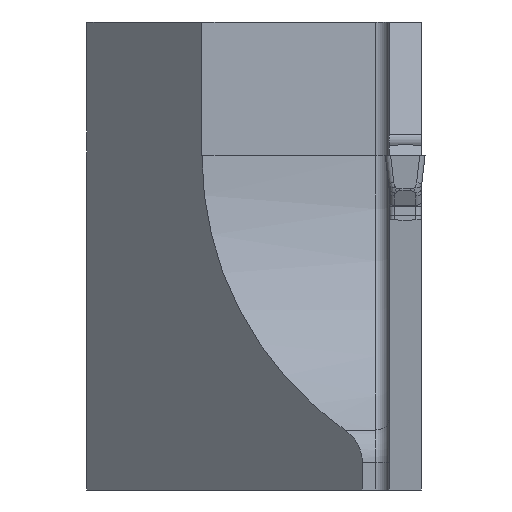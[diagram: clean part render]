
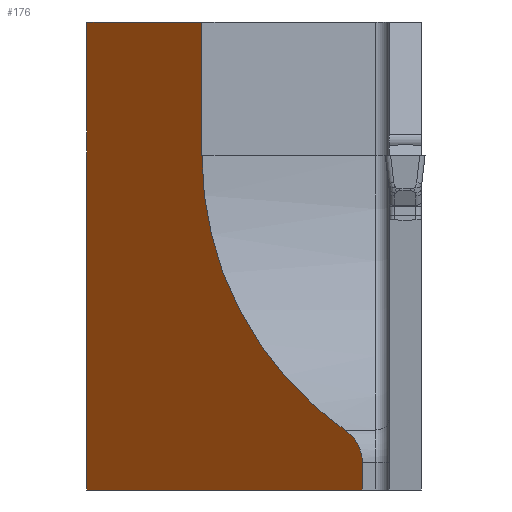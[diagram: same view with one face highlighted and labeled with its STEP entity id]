
A CAD part, left-side view. The second image highlights one B-rep face of the part: STEP entity #176.
In plain terms, the highlighted planar face has unit normal (-0.707, 0.707, 0).
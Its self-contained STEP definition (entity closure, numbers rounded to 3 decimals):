
#143=ELLIPSE('',#1547,4.243,3.);
#144=ELLIPSE('',#1563,35.355,25.);
#176=ADVANCED_FACE('',(#304),#257,.F.);
#257=PLANE('',#1573);
#304=FACE_OUTER_BOUND('',#392,.T.);
#392=EDGE_LOOP('',(#593,#594,#595,#596,#597,#598,#599));
#593=ORIENTED_EDGE('',*,*,#1103,.F.);
#594=ORIENTED_EDGE('',*,*,#1091,.F.);
#595=ORIENTED_EDGE('',*,*,#1095,.F.);
#596=ORIENTED_EDGE('',*,*,#1121,.F.);
#597=ORIENTED_EDGE('',*,*,#1118,.F.);
#598=ORIENTED_EDGE('',*,*,#1098,.F.);
#599=ORIENTED_EDGE('',*,*,#1108,.F.);
#955=VERTEX_POINT('',#2065);
#956=VERTEX_POINT('',#2067);
#959=VERTEX_POINT('',#2074);
#960=VERTEX_POINT('',#2079);
#962=VERTEX_POINT('',#2082);
#964=VERTEX_POINT('',#2090);
#969=VERTEX_POINT('',#2118);
#1091=EDGE_CURVE('',#955,#956,#1306,.T.);
#1095=EDGE_CURVE('',#959,#955,#143,.T.);
#1098=EDGE_CURVE('',#960,#962,#1311,.T.);
#1103=EDGE_CURVE('',#956,#964,#1315,.T.);
#1108=EDGE_CURVE('',#964,#960,#1319,.T.);
#1118=EDGE_CURVE('',#962,#969,#1328,.T.);
#1121=EDGE_CURVE('',#969,#959,#144,.T.);
#1306=LINE('',#2066,#1432);
#1311=LINE('',#2081,#1437);
#1315=LINE('',#2089,#1441);
#1319=LINE('',#2097,#1445);
#1328=LINE('',#2117,#1454);
#1432=VECTOR('',#1690,1.);
#1437=VECTOR('',#1703,1.);
#1441=VECTOR('',#1711,1.);
#1445=VECTOR('',#1719,1.);
#1454=VECTOR('',#1744,1.);
#1547=AXIS2_PLACEMENT_3D('',#2075,#1696,#1697);
#1563=AXIS2_PLACEMENT_3D('',#2123,#1749,#1750);
#1573=AXIS2_PLACEMENT_3D('',#2133,#1769,#1770);
#1690=DIRECTION('',(0.,0.,-1.));
#1696=DIRECTION('',(0.707,-0.707,0.));
#1697=DIRECTION('',(-0.707,-0.707,0.));
#1703=DIRECTION('',(-0.707,-0.707,0.));
#1711=DIRECTION('',(0.707,0.707,0.));
#1719=DIRECTION('',(0.,0.,1.));
#1744=DIRECTION('',(0.,0.,-1.));
#1749=DIRECTION('',(-0.707,0.707,0.));
#1750=DIRECTION('',(-0.707,-0.707,0.));
#1769=DIRECTION('',(0.707,-0.707,0.));
#1770=DIRECTION('',(0.707,0.707,0.));
#2065=CARTESIAN_POINT('',(11.,4.4,-22.978));
#2066=CARTESIAN_POINT('',(11.,4.4,30.));
#2067=CARTESIAN_POINT('',(11.,4.4,-25.));
#2074=CARTESIAN_POINT('',(12.286,5.686,-20.516));
#2075=CARTESIAN_POINT('',(14.,7.4,-22.978));
#2079=CARTESIAN_POINT('',(31.6,25.,10.));
#2081=CARTESIAN_POINT('',(31.6,25.,10.));
#2082=CARTESIAN_POINT('',(23.,16.4,10.));
#2089=CARTESIAN_POINT('',(31.6,25.,-25.));
#2090=CARTESIAN_POINT('',(31.6,25.,-25.));
#2097=CARTESIAN_POINT('',(31.6,25.,30.));
#2117=CARTESIAN_POINT('',(23.,16.4,30.));
#2118=CARTESIAN_POINT('',(23.,16.4,0.));
#2123=CARTESIAN_POINT('',(-2.,-8.6,0.));
#2133=CARTESIAN_POINT('',(31.6,25.,30.));
